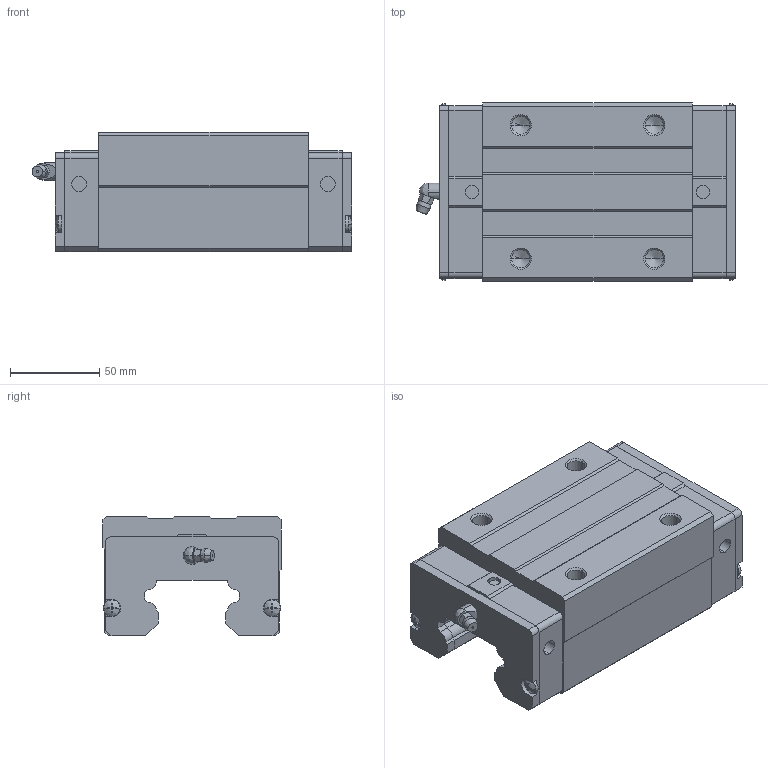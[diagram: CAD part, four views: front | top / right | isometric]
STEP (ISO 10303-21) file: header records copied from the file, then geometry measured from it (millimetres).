
FILE_DESCRIPTION (( 'STEP AP214' ), '1' );
FILE_NAME ('HGH55.STEP', '2025-10-21T06:56:05', ( '' ), ( '' ), 'SwSTEP 2.0', 'SolidWorks 2024', '' );
FILE_SCHEMA (( 'AUTOMOTIVE_DESIGN' ));
Length unit declared in the file: millimetre
Products named in the file (1): HGH55
Bounding box: 179.6 x 100 x 67 mm (x, y, z)
Volume: 801297.7 mm3; surface area: 114611.5 mm2
Topology: 10 solids, 10 shells, 654 faces, 1743 edges, 1140 vertices
Faces by surface type: plane 405, bspline 119, cylinder 66, cone 64
Entity records: 26140 total; most frequent: CARTESIAN_POINT 10613, ORIENTED_EDGE 3466, DIRECTION 2693, EDGE_CURVE 1733, VECTOR 1175, LINE 1175, VERTEX_POINT 1140, AXIS2_PLACEMENT_3D 759
